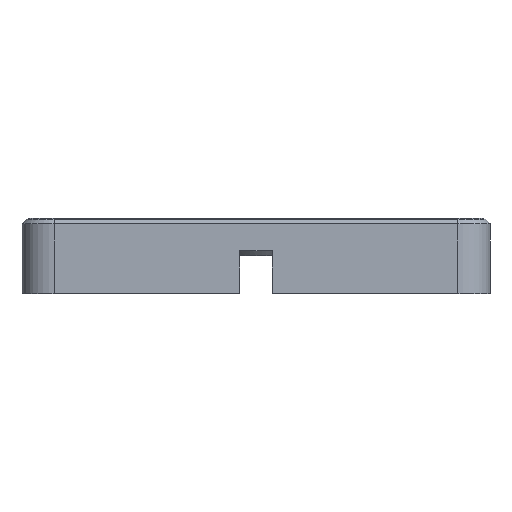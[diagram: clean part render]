
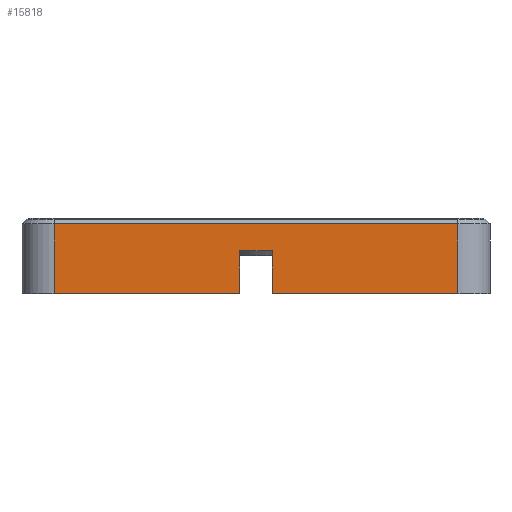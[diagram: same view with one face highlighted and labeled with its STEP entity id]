
A CAD part, front view. The second image highlights one B-rep face of the part: STEP entity #15818.
In plain terms, the highlighted face is planar.
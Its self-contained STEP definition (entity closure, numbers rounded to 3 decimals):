
#1507=PLANE('',#16510);
#2354=FACE_OUTER_BOUND('',#3264,.T.);
#3264=EDGE_LOOP('',(#14916,#14917,#14918,#14919,#14920,#14921,#14922,#14923));
#3689=LINE('',#21916,#5240);
#3763=LINE('',#22073,#5314);
#3913=LINE('',#22578,#5464);
#4746=LINE('',#29158,#6297);
#4771=LINE('',#29200,#6322);
#4804=LINE('',#29261,#6355);
#4806=LINE('',#29264,#6357);
#4817=LINE('',#29297,#6368);
#5240=VECTOR('',#17156,10.);
#5314=VECTOR('',#17278,10.);
#5464=VECTOR('',#17816,10.);
#6297=VECTOR('',#19249,10.);
#6322=VECTOR('',#19288,10.);
#6355=VECTOR('',#19357,10.);
#6357=VECTOR('',#19361,10.);
#6368=VECTOR('',#19416,10.);
#7177=VERTEX_POINT('',#21913);
#7178=VERTEX_POINT('',#21915);
#7236=VERTEX_POINT('',#22070);
#7237=VERTEX_POINT('',#22072);
#7357=VERTEX_POINT('',#22572);
#7358=VERTEX_POINT('',#22576);
#8000=VERTEX_POINT('',#29198);
#8010=VERTEX_POINT('',#29260);
#8739=EDGE_CURVE('',#7177,#7178,#3689,.T.);
#8817=EDGE_CURVE('',#7236,#7237,#3763,.T.);
#9052=EDGE_CURVE('',#7358,#7357,#3913,.T.);
#10244=EDGE_CURVE('',#7237,#7358,#4746,.T.);
#10269=EDGE_CURVE('',#8000,#7236,#4771,.T.);
#10302=EDGE_CURVE('',#8010,#8000,#4804,.T.);
#10304=EDGE_CURVE('',#8010,#7178,#4806,.T.);
#10315=EDGE_CURVE('',#7177,#7357,#4817,.T.);
#14916=ORIENTED_EDGE('',*,*,#9052,.F.);
#14917=ORIENTED_EDGE('',*,*,#10244,.F.);
#14918=ORIENTED_EDGE('',*,*,#8817,.F.);
#14919=ORIENTED_EDGE('',*,*,#10269,.F.);
#14920=ORIENTED_EDGE('',*,*,#10302,.F.);
#14921=ORIENTED_EDGE('',*,*,#10304,.T.);
#14922=ORIENTED_EDGE('',*,*,#8739,.F.);
#14923=ORIENTED_EDGE('',*,*,#10315,.T.);
#15818=ADVANCED_FACE('',(#2354),#1507,.T.);
#16510=AXIS2_PLACEMENT_3D('',#29298,#19417,#19418);
#17156=DIRECTION('',(1.,0.,0.));
#17278=DIRECTION('',(1.,0.,0.));
#17816=DIRECTION('',(-1.,0.,0.));
#19249=DIRECTION('',(0.,0.,1.));
#19288=DIRECTION('',(0.,0.,-1.));
#19357=DIRECTION('',(1.,0.,0.));
#19361=DIRECTION('',(0.,0.,-1.));
#19416=DIRECTION('',(0.,0.,1.));
#19417=DIRECTION('center_axis',(0.,1.,0.));
#19418=DIRECTION('ref_axis',(-1.,0.,0.));
#21913=CARTESIAN_POINT('',(-192.805,20.363,-17.453));
#21915=CARTESIAN_POINT('',(-158.165,20.363,-17.453));
#21916=CARTESIAN_POINT('',(-117.525,20.363,-17.453));
#22070=CARTESIAN_POINT('',(-152.165,20.363,-17.453));
#22072=CARTESIAN_POINT('',(-117.525,20.363,-17.453));
#22073=CARTESIAN_POINT('',(-117.525,20.363,-17.453));
#22572=CARTESIAN_POINT('',(-192.805,20.363,-4.453));
#22576=CARTESIAN_POINT('',(-117.525,20.363,-4.453));
#22578=CARTESIAN_POINT('',(-136.345,20.363,-4.453));
#29158=CARTESIAN_POINT('',(-117.525,20.363,-5.453));
#29198=CARTESIAN_POINT('',(-152.165,20.363,-9.453));
#29200=CARTESIAN_POINT('',(-152.165,20.363,-5.453));
#29260=CARTESIAN_POINT('',(-158.165,20.363,-9.453));
#29261=CARTESIAN_POINT('',(-117.525,20.363,-9.453));
#29264=CARTESIAN_POINT('',(-158.165,20.363,-5.453));
#29297=CARTESIAN_POINT('',(-192.805,20.363,-5.453));
#29298=CARTESIAN_POINT('Origin',(-117.525,20.363,-5.453));
